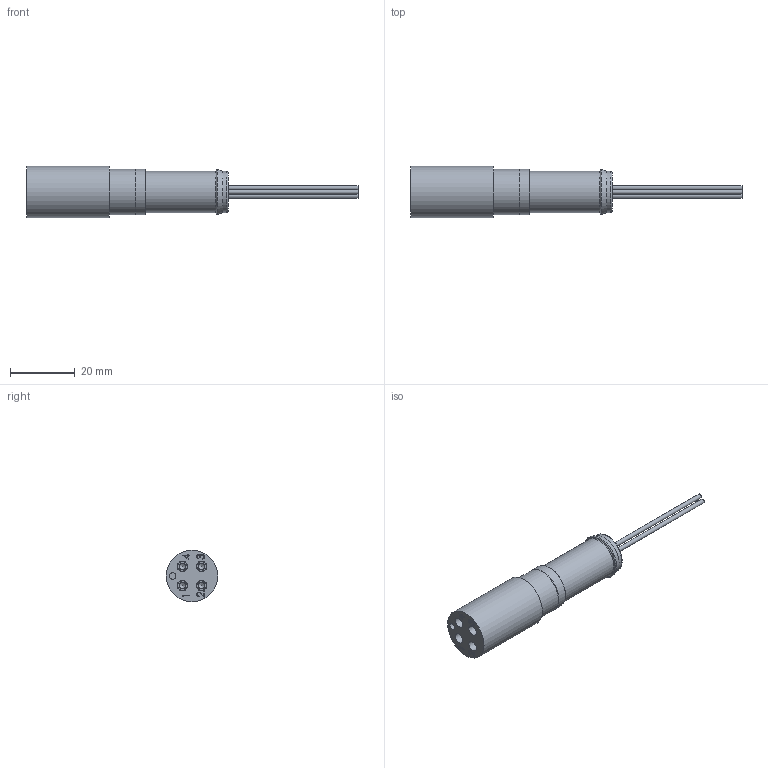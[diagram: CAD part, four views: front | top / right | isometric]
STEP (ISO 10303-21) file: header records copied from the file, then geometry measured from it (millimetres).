
FILE_DESCRIPTION(/* description */ (''),/* implementation_level */ '2;1');
FILE_NAME(/* name */ 'MCPBOF4F-G2.stp',/* time_stamp */ '2022-03-04T10:47:50+01:00',/* author */ ('sh'),/* organization */ (''),/* preprocessor_version */ 'ST-DEVELOPER v17.2',/* originating_system */ 'Autodesk Inventor 2019',/* authorisation */ '');
FILE_SCHEMA (('AUTOMOTIVE_DESIGN { 1 0 10303 214 3 1 1 }'));
Length unit declared in the file: millimetre
Products named in the file (1): 01008721
Bounding box: 102.17 x 15.88 x 15.88 mm (x, y, z)
Volume: 9768 mm3; surface area: 4572.6 mm2
Topology: 1 solids, 5 shells, 226 faces, 660 edges, 458 vertices
Faces by surface type: plane 117, torus 38, cylinder 30, cone 21, bspline 20
Full cylindrical faces by diameter (mm): 1.321 x4, 1.981 x1, 2.037 x4, 2.057 x4, 2.743 x4, 3.175 x8, 12.7 x2, 13.97 x2, 15.875 x1
Entity records: 8937 total; most frequent: CARTESIAN_POINT 2445, ORIENTED_EDGE 1312, DIRECTION 1312, EDGE_CURVE 656, AXIS2_PLACEMENT_3D 521, VERTEX_POINT 458, CIRCLE 282, LINE 270
